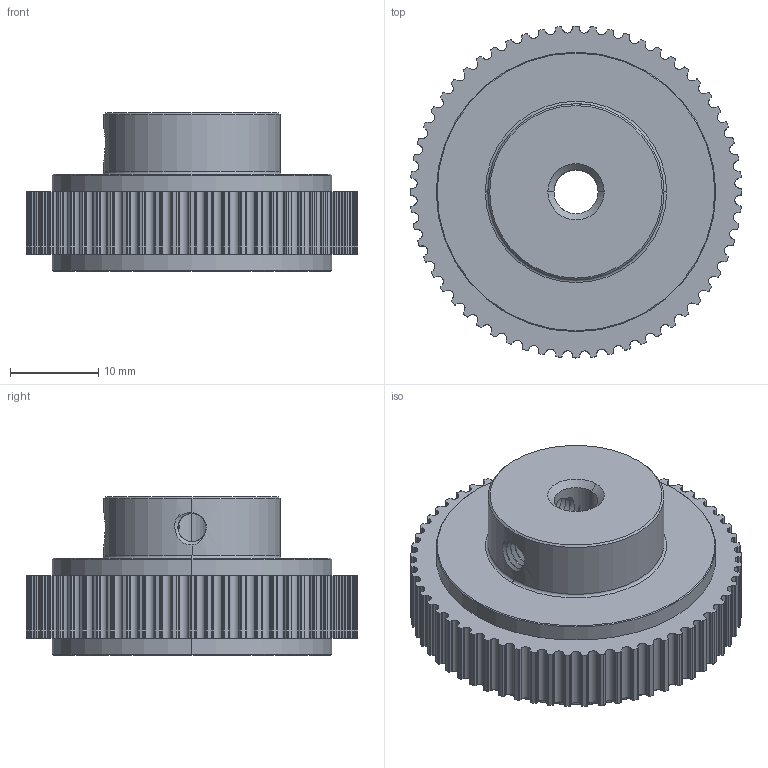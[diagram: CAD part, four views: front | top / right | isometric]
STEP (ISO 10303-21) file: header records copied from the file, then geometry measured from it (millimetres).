
FILE_DESCRIPTION (( 'STEP AP214' ), '1' );
FILE_NAME ('Pulley part01 GT2 6mm.STEP', '2022-09-09T00:10:18', ( 'ZenBook' ), ( '' ), 'SwSTEP 2.0', 'SolidWorks 2017', '' );
FILE_SCHEMA (( 'AUTOMOTIVE_DESIGN' ));
Length unit declared in the file: millimetre
Products named in the file (1): Pulley part01 GT2 6mm
Bounding box: 37.7 x 37.7 x 18 mm (x, y, z)
Volume: 12364.7 mm3; surface area: 4613.7 mm2
Topology: 1 solids, 1 shells, 612 faces, 1815 edges, 1206 vertices
Faces by surface type: cylinder 463, plane 125, bspline 12, cone 10, torus 2
Entity records: 37060 total; most frequent: CARTESIAN_POINT 20081, DIRECTION 3729, ORIENTED_EDGE 3630, EDGE_CURVE 1815, AXIS2_PLACEMENT_3D 1449, VERTEX_POINT 1206, CIRCLE 848, VECTOR 831
